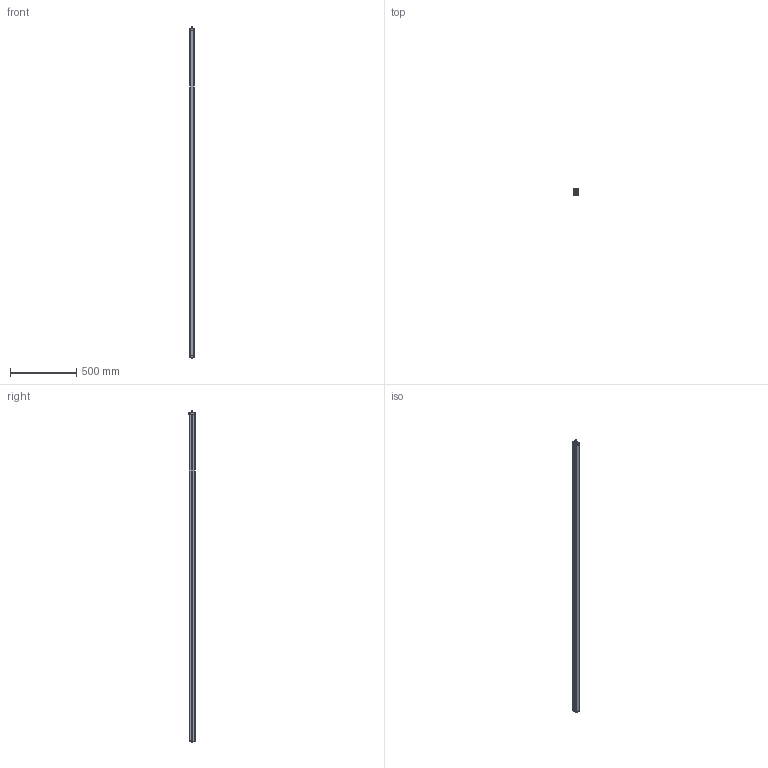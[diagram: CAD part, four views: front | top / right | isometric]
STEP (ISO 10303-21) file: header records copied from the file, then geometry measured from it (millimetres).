
FILE_DESCRIPTION((''),'2;1');
FILE_NAME('145442_SW','2011-02-28T',('banengservice'),('BANNER ENGINEERING'),'PRO/ENGINEER BY PARAMETRIC TECHNOLOGY CORPORATION, 2009141','PRO/ENGINEER BY PARAMETRIC TECHNOLOGY CORPORATION, 2009141','');
FILE_SCHEMA(('CONFIG_CONTROL_DESIGN'));
Length unit declared in the file: inch
Products named in the file (1): 145442_SW
Bounding box: 36 x 45.76 x 2504.12 mm (x, y, z)
Volume: 1544765.5 mm3; surface area: 917642.6 mm2
Topology: 2 solids, 3 shells, 1018 faces, 2621 edges, 1648 vertices
Faces by surface type: cylinder 509, plane 384, sphere 42, torus 32, cone 26, bspline 25
Entity records: 38673 total; most frequent: CARTESIAN_POINT 13493, DIRECTION 5413, ORIENTED_EDGE 5174, EDGE_CURVE 2587, AXIS2_PLACEMENT_3D 1988, VERTEX_POINT 1648, VECTOR 1437, LINE 1437
